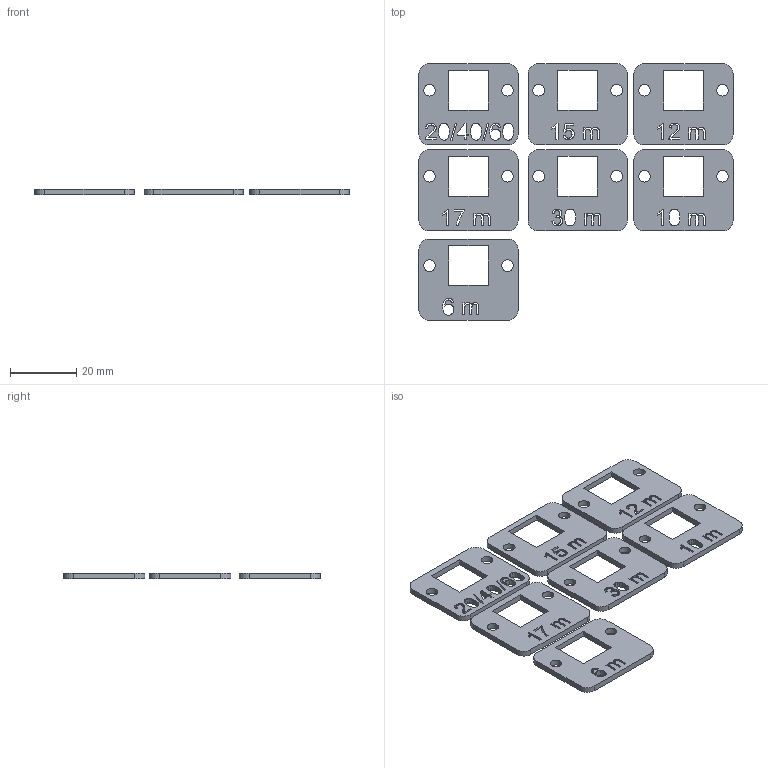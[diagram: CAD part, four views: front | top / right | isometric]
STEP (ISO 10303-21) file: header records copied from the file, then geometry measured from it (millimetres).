
FILE_DESCRIPTION(/* description */ (''),/* implementation_level */ '2;1');
FILE_NAME(/* name */ 'bandlabels v3.stp',/* time_stamp */ '2023-01-01T15:18:25+01:00',/* author */ (''),/* organization */ (''),/* preprocessor_version */ 'ST-DEVELOPER v19.2',/* originating_system */ 'Autodesk Translation Framework v11.17.0.187',/* authorisation */ '');
FILE_SCHEMA (('AUTOMOTIVE_DESIGN { 1 0 10303 214 3 1 1 }'));
Length unit declared in the file: millimetre
Products named in the file (1): band_labels
Bounding box: 95 x 77.5 x 1.8 mm (x, y, z)
Volume: 6746.5 mm3; surface area: 10570.6 mm2
Topology: 7 solids, 7 shells, 540 faces, 1578 edges, 1052 vertices
Faces by surface type: bspline 298, plane 200, cylinder 42
Full cylindrical faces by diameter (mm): 3.5 x14
Entity records: 18393 total; most frequent: CARTESIAN_POINT 5853, ORIENTED_EDGE 3156, EDGE_CURVE 1578, DIRECTION 1552, VERTEX_POINT 1052, LINE 898, VECTOR 898, EDGE_LOOP 632
